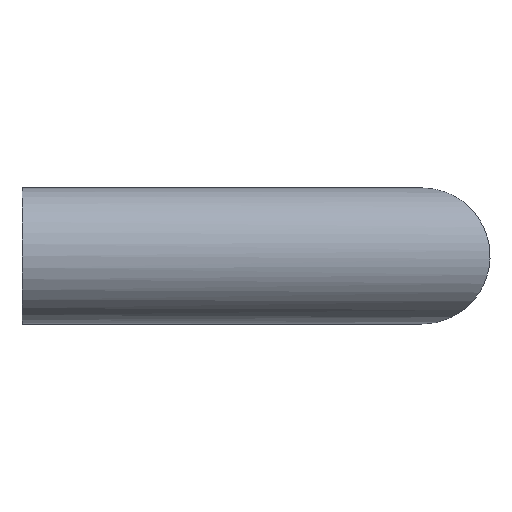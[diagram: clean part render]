
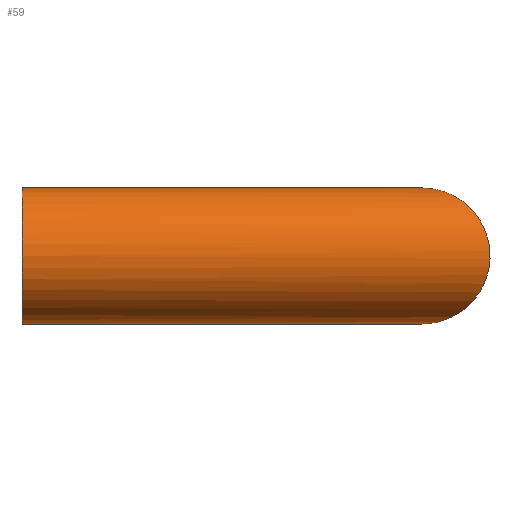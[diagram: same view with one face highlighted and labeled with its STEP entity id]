
A CAD part, front view. The second image highlights one B-rep face of the part: STEP entity #59.
In plain terms, the highlighted cylindrical face has radius 21.082 mm (diameter 42.164 mm), a full revolution.
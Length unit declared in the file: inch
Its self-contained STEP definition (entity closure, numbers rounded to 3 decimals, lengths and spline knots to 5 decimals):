
#16=FACE_BOUND('',#27,.T.);
#20=ELLIPSE('',#85,1.1738,0.83);
#22=FACE_OUTER_BOUND('',#26,.T.);
#26=EDGE_LOOP('',(#44));
#27=EDGE_LOOP('',(#45));
#34=CIRCLE('',#84,0.83);
#36=VERTEX_POINT('',#111);
#37=VERTEX_POINT('',#113);
#40=EDGE_CURVE('',#36,#36,#34,.T.);
#41=EDGE_CURVE('',#37,#37,#20,.T.);
#44=ORIENTED_EDGE('',*,*,#40,.T.);
#45=ORIENTED_EDGE('',*,*,#41,.T.);
#52=CYLINDRICAL_SURFACE('',#83,0.83);
#59=ADVANCED_FACE('',(#22,#16),#52,.T.);
#83=AXIS2_PLACEMENT_3D('',#110,#93,#94);
#84=AXIS2_PLACEMENT_3D('',#112,#95,#96);
#85=AXIS2_PLACEMENT_3D('',#114,#97,#98);
#93=DIRECTION('center_axis',(1.,0.,0.));
#94=DIRECTION('ref_axis',(0.,0.,-1.));
#95=DIRECTION('center_axis',(1.,0.,0.));
#96=DIRECTION('ref_axis',(0.,0.,-1.));
#97=DIRECTION('center_axis',(-0.707,-0.707,0.));
#98=DIRECTION('ref_axis',(0.707,-0.707,0.));
#110=CARTESIAN_POINT('Origin',(5.705,-9.45371,1.04194));
#111=CARTESIAN_POINT('',(0.,-9.45371,0.21194));
#112=CARTESIAN_POINT('Origin',(0.,-9.45371,1.04194));
#113=CARTESIAN_POINT('',(4.875,-9.45371,0.21194));
#114=CARTESIAN_POINT('Origin',(4.875,-9.45371,1.04194));
